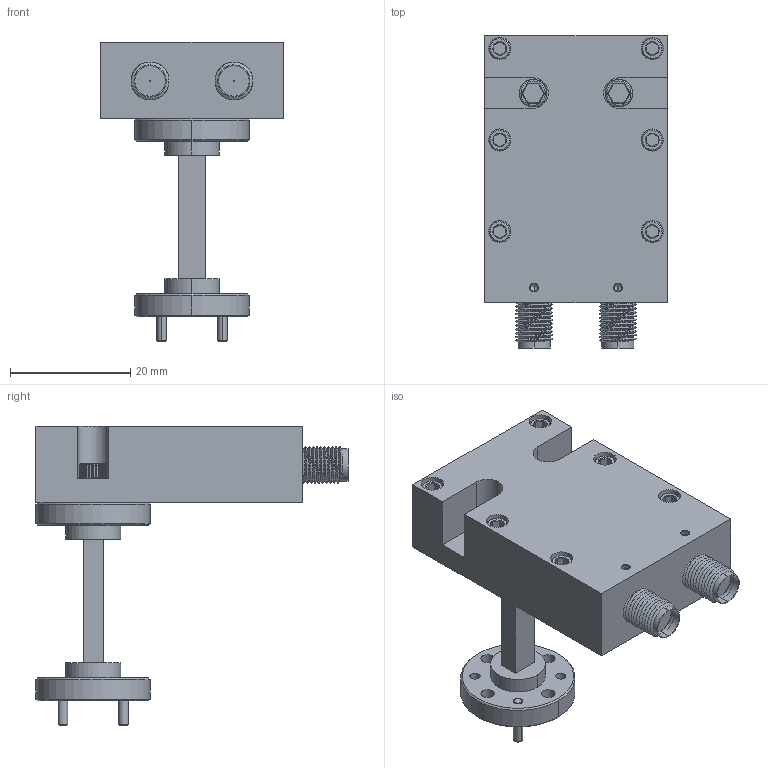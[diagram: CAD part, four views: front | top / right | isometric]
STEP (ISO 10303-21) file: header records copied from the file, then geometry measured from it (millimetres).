
FILE_DESCRIPTION (( 'STEP AP214' ), '1' );
FILE_NAME ('FH-F2-A, Defeatured.STEP', '2024-04-08T22:14:45', ( '' ), ( '' ), 'SwSTEP 2.0', 'SolidWorks 2021', '' );
FILE_SCHEMA (( 'AUTOMOTIVE_DESIGN' ));
Length unit declared in the file: inch
Products named in the file (1): FH-F2-A, Defeatured
Bounding box: 30.48 x 51.98 x 49.85 mm (x, y, z)
Volume: 19092.3 mm3; surface area: 8130.3 mm2
Topology: 3 solids, 3 shells, 697 faces, 1772 edges, 1122 vertices
Faces by surface type: plane 337, cylinder 236, cone 116, torus 4, bspline 4
Entity records: 32671 total; most frequent: CARTESIAN_POINT 7516, ORIENTED_EDGE 3536, DIRECTION 3176, EDGE_CURVE 1768, AXIS2_PLACEMENT_3D 1232, VERTEX_POINT 1122, EDGE_LOOP 772, LINE 712
